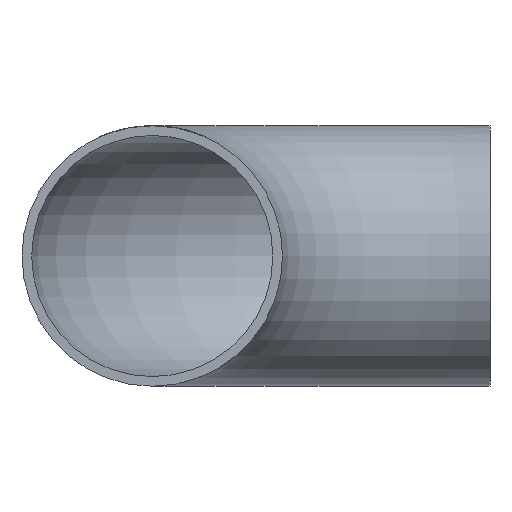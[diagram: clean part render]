
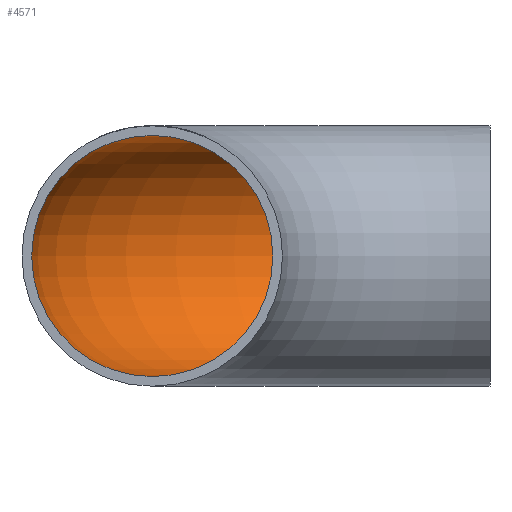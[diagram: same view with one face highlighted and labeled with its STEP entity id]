
A CAD part, front view. The second image highlights one B-rep face of the part: STEP entity #4571.
In plain terms, the highlighted toroidal (fillet/blend) face has major radius 70 mm and minor radius 25 mm.
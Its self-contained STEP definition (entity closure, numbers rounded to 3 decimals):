
#19 = AXIS2_PLACEMENT_3D ( 'NONE', #1702, #168, #8881 ) ;
#134 = CARTESIAN_POINT ( 'NONE',  ( 0., 95., 0. ) ) ;
#168 = DIRECTION ( 'NONE',  ( 1., 0., 0. ) ) ;
#753 = DIRECTION ( 'NONE',  ( 0., 0., -1. ) ) ;
#1503 = CARTESIAN_POINT ( 'NONE',  ( 0., 0., 0. ) ) ;
#1510 = EDGE_LOOP ( 'NONE', ( #6557 ) ) ;
#1702 = CARTESIAN_POINT ( 'NONE',  ( 0., 70., 0. ) ) ;
#2049 = AXIS2_PLACEMENT_3D ( 'NONE', #6356, #7842, #8431 ) ;
#2565 = VERTEX_POINT ( 'NONE', #134 ) ;
#3137 = CARTESIAN_POINT ( 'NONE',  ( -70., 0., 25. ) ) ;
#3156 = EDGE_LOOP ( 'NONE', ( #3216 ) ) ;
#3216 = ORIENTED_EDGE ( 'NONE', *, *, #9360, .T. ) ;
#3241 = VERTEX_POINT ( 'NONE', #3137 ) ;
#4518 = CIRCLE ( 'NONE', #2049, 25. ) ;
#4571 = ADVANCED_FACE ( 'NONE', ( #4604, #5733 ), #9370, .F. ) ;
#4604 = FACE_OUTER_BOUND ( 'NONE', #3156, .T. ) ;
#5710 = AXIS2_PLACEMENT_3D ( 'NONE', #1503, #753, #8724 ) ;
#5733 = FACE_OUTER_BOUND ( 'NONE', #1510, .T. ) ;
#6144 = EDGE_CURVE ( 'NONE', #3241, #3241, #4518, .T. ) ;
#6261 = CIRCLE ( 'NONE', #19, 25. ) ;
#6356 = CARTESIAN_POINT ( 'NONE',  ( -70., 0., 0. ) ) ;
#6557 = ORIENTED_EDGE ( 'NONE', *, *, #6144, .F. ) ;
#7842 = DIRECTION ( 'NONE',  ( 0., 1., 0. ) ) ;
#8431 = DIRECTION ( 'NONE',  ( 0., 0., 1. ) ) ;
#8724 = DIRECTION ( 'NONE',  ( -1., 0., 0. ) ) ;
#8881 = DIRECTION ( 'NONE',  ( 0., 1., 0. ) ) ;
#9360 = EDGE_CURVE ( 'NONE', #2565, #2565, #6261, .T. ) ;
#9370 = TOROIDAL_SURFACE ( 'NONE', #5710, 70., 25. ) ;
